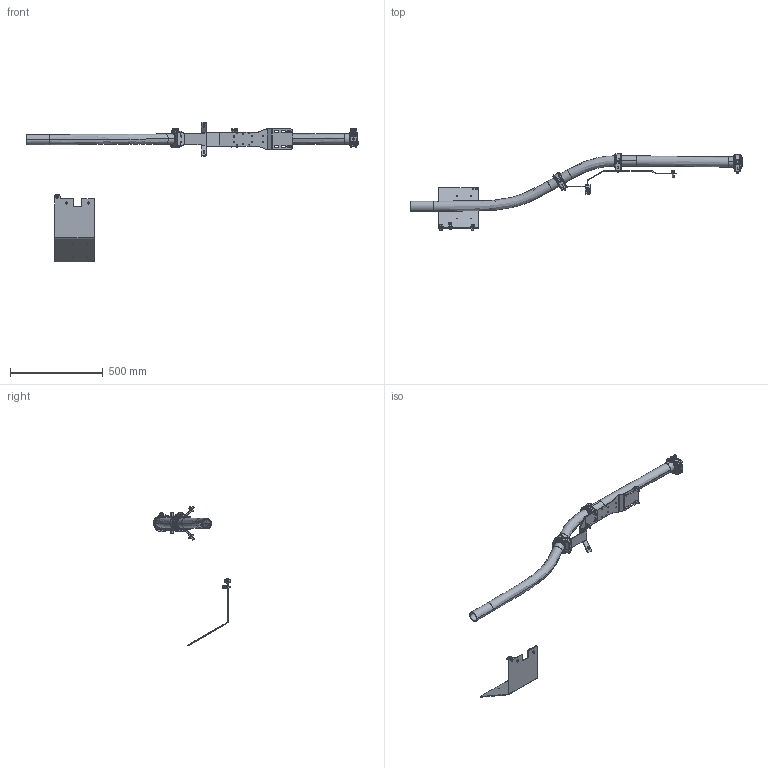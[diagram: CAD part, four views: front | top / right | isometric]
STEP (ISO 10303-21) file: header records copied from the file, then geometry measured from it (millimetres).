
FILE_DESCRIPTION (( 'STEP AP203' ), '1' );
FILE_NAME ('P2147-1.STEP', '2019-12-11T13:23:08', ( 'admin' ), ( '' ), 'SwSTEP 2.0', 'SolidWorks 2017', '' );
FILE_SCHEMA (( 'CONFIG_CONTROL_DESIGN' ));
Products named in the file (1): P2147-1
Bounding box: 1791.83 x 416.88 x 755.16 mm (x, y, z)
Volume: 2019274.5 mm3; surface area: 1154441.3 mm2
Topology: 34 solids, 34 shells, 2672 faces, 7000 edges, 4524 vertices
Faces by surface type: plane 999, bspline 786, cylinder 688, cone 95, torus 68, sphere 36
Entity records: 132264 total; most frequent: CARTESIAN_POINT 72733, ORIENTED_EDGE 13844, DIRECTION 9767, EDGE_CURVE 6922, VERTEX_POINT 4488, AXIS2_PLACEMENT_3D 3298, VECTOR 3171, LINE 3171
